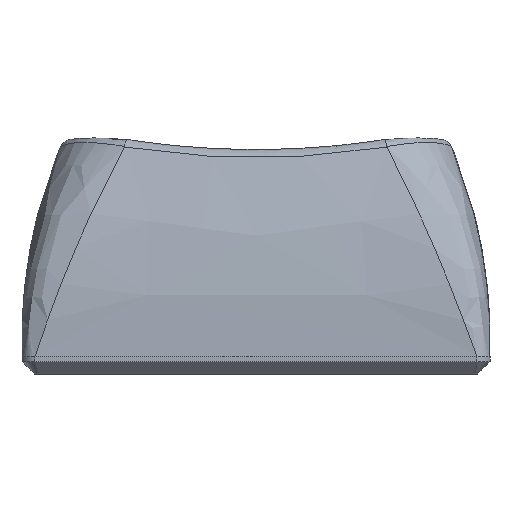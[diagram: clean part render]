
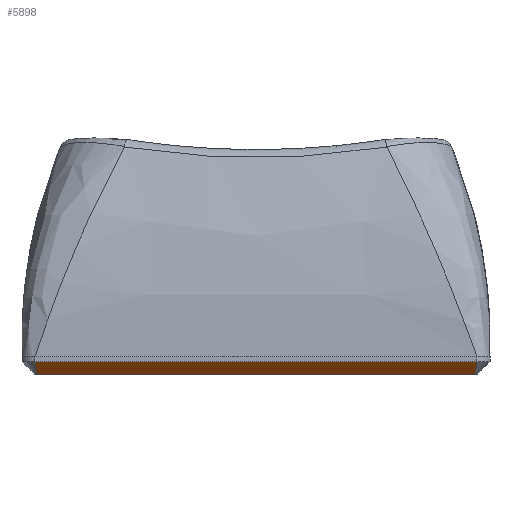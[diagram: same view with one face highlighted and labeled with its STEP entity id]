
A CAD part, front view. The second image highlights one B-rep face of the part: STEP entity #5898.
In plain terms, the highlighted planar face has unit normal (0, -0.707, -0.707).
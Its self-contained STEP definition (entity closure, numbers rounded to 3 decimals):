
#720 = PLANE('',#721);
#721 = AXIS2_PLACEMENT_3D('',#722,#723,#724);
#722 = CARTESIAN_POINT('',(-8.5,-9.,0.672));
#723 = DIRECTION('',(0.,-1.,0.));
#724 = DIRECTION('',(1.,0.,0.));
#1973 = VERTEX_POINT('',#1974);
#1974 = CARTESIAN_POINT('',(-8.5,-9.,0.48));
#2000 = EDGE_CURVE('',#1973,#2001,#2003,.T.);
#2001 = VERTEX_POINT('',#2002);
#2002 = CARTESIAN_POINT('',(8.5,-9.,0.48));
#2003 = SURFACE_CURVE('',#2004,(#2008,#2015),.PCURVE_S1.);
#2004 = LINE('',#2005,#2006);
#2005 = CARTESIAN_POINT('',(-8.5,-9.,0.48));
#2006 = VECTOR('',#2007,1.);
#2007 = DIRECTION('',(1.,0.,0.));
#2008 = PCURVE('',#720,#2009);
#2009 = DEFINITIONAL_REPRESENTATION('',(#2010),#2014);
#2010 = LINE('',#2011,#2012);
#2011 = CARTESIAN_POINT('',(0.,-0.192));
#2012 = VECTOR('',#2013,1.);
#2013 = DIRECTION('',(1.,0.));
#2014 = ( GEOMETRIC_REPRESENTATION_CONTEXT(2) 
PARAMETRIC_REPRESENTATION_CONTEXT() REPRESENTATION_CONTEXT('2D SPACE',''
  ) );
#2015 = PCURVE('',#2016,#2021);
#2016 = PLANE('',#2017);
#2017 = AXIS2_PLACEMENT_3D('',#2018,#2019,#2020);
#2018 = CARTESIAN_POINT('',(-8.5,-8.76,0.24));
#2019 = DIRECTION('',(0.,0.707,0.707)
  );
#2020 = DIRECTION('',(1.,0.,0.));
#2021 = DEFINITIONAL_REPRESENTATION('',(#2022),#2026);
#2022 = LINE('',#2023,#2024);
#2023 = CARTESIAN_POINT('',(0.,-0.339));
#2024 = VECTOR('',#2025,1.);
#2025 = DIRECTION('',(1.,0.));
#2026 = ( GEOMETRIC_REPRESENTATION_CONTEXT(2) 
PARAMETRIC_REPRESENTATION_CONTEXT() REPRESENTATION_CONTEXT('2D SPACE',''
  ) );
#3188 = CONICAL_SURFACE('',#3189,0.7,0.785);
#3189 = AXIS2_PLACEMENT_3D('',#3190,#3191,#3192);
#3190 = CARTESIAN_POINT('',(8.323,-8.323,0.48));
#3191 = DIRECTION('',(-0.,-0.,1.));
#3192 = DIRECTION('',(0.967,-0.253,0.));
#5898 = ADVANCED_FACE('',(#5899),#2016,.F.);
#5899 = FACE_BOUND('',#5900,.F.);
#5900 = EDGE_LOOP('',(#5901,#5936,#5937,#5967));
#5901 = ORIENTED_EDGE('',*,*,#5902,.F.);
#5902 = EDGE_CURVE('',#1973,#5903,#5905,.T.);
#5903 = VERTEX_POINT('',#5904);
#5904 = CARTESIAN_POINT('',(-8.42,-8.52,0.));
#5905 = SURFACE_CURVE('',#5906,(#5911,#5918),.PCURVE_S1.);
#5906 = PARABOLA('',#5907,0.008);
#5907 = AXIS2_PLACEMENT_3D('',#5908,#5909,#5910);
#5908 = CARTESIAN_POINT('',(-8.323,-8.311,
    -0.209));
#5909 = DIRECTION('',(0.,0.707,0.707)
  );
#5910 = DIRECTION('',(0.,-0.707,0.707)
  );
#5911 = PCURVE('',#2016,#5912);
#5912 = DEFINITIONAL_REPRESENTATION('',(#5913),#5917);
#5913 = B_SPLINE_CURVE_WITH_KNOTS('',2,(#5914,#5915,#5916),
  .UNSPECIFIED.,.F.,.F.,(3,3),(-0.177,-0.098),
  .PIECEWISE_BEZIER_KNOTS.);
#5914 = CARTESIAN_POINT('',(0.,-0.339));
#5915 = CARTESIAN_POINT('',(0.04,0.098));
#5916 = CARTESIAN_POINT('',(0.08,0.339));
#5917 = ( GEOMETRIC_REPRESENTATION_CONTEXT(2) 
PARAMETRIC_REPRESENTATION_CONTEXT() REPRESENTATION_CONTEXT('2D SPACE',''
  ) );
#5918 = PCURVE('',#5919,#5924);
#5919 = CONICAL_SURFACE('',#5920,0.7,0.785);
#5920 = AXIS2_PLACEMENT_3D('',#5921,#5922,#5923);
#5921 = CARTESIAN_POINT('',(-8.323,-8.323,0.48));
#5922 = DIRECTION('',(-0.,-0.,1.));
#5923 = DIRECTION('',(-0.253,-0.967,-0.));
#5924 = DEFINITIONAL_REPRESENTATION('',(#5925),#5935);
#5925 = B_SPLINE_CURVE_WITH_KNOTS('',8,(#5926,#5927,#5928,#5929,#5930,
    #5931,#5932,#5933,#5934),.UNSPECIFIED.,.F.,.F.,(9,9),(
    -0.177,-0.098),.PIECEWISE_BEZIER_KNOTS.);
#5926 = CARTESIAN_POINT('',(0.,0.));
#5927 = CARTESIAN_POINT('',(-0.014,-0.077));
#5928 = CARTESIAN_POINT('',(-0.03,-0.15));
#5929 = CARTESIAN_POINT('',(-0.048,-0.217));
#5930 = CARTESIAN_POINT('',(-0.069,-0.28));
#5931 = CARTESIAN_POINT('',(-0.094,-0.337));
#5932 = CARTESIAN_POINT('',(-0.123,-0.39));
#5933 = CARTESIAN_POINT('',(-0.158,-0.437));
#5934 = CARTESIAN_POINT('',(-0.203,-0.48));
#5935 = ( GEOMETRIC_REPRESENTATION_CONTEXT(2) 
PARAMETRIC_REPRESENTATION_CONTEXT() REPRESENTATION_CONTEXT('2D SPACE',''
  ) );
#5936 = ORIENTED_EDGE('',*,*,#2000,.T.);
#5937 = ORIENTED_EDGE('',*,*,#5938,.T.);
#5938 = EDGE_CURVE('',#2001,#5939,#5941,.T.);
#5939 = VERTEX_POINT('',#5940);
#5940 = CARTESIAN_POINT('',(8.42,-8.52,0.));
#5941 = SURFACE_CURVE('',#5942,(#5947,#5954),.PCURVE_S1.);
#5942 = PARABOLA('',#5943,0.008);
#5943 = AXIS2_PLACEMENT_3D('',#5944,#5945,#5946);
#5944 = CARTESIAN_POINT('',(8.323,-8.311,
    -0.209));
#5945 = DIRECTION('',(0.,-0.707,-0.707
    ));
#5946 = DIRECTION('',(0.,-0.707,0.707)
  );
#5947 = PCURVE('',#2016,#5948);
#5948 = DEFINITIONAL_REPRESENTATION('',(#5949),#5953);
#5949 = B_SPLINE_CURVE_WITH_KNOTS('',2,(#5950,#5951,#5952),
  .UNSPECIFIED.,.F.,.F.,(3,3),(-0.177,-0.098),
  .PIECEWISE_BEZIER_KNOTS.);
#5950 = CARTESIAN_POINT('',(17.,-0.339));
#5951 = CARTESIAN_POINT('',(16.96,0.098));
#5952 = CARTESIAN_POINT('',(16.92,0.339));
#5953 = ( GEOMETRIC_REPRESENTATION_CONTEXT(2) 
PARAMETRIC_REPRESENTATION_CONTEXT() REPRESENTATION_CONTEXT('2D SPACE',''
  ) );
#5954 = PCURVE('',#3188,#5955);
#5955 = DEFINITIONAL_REPRESENTATION('',(#5956),#5966);
#5956 = B_SPLINE_CURVE_WITH_KNOTS('',8,(#5957,#5958,#5959,#5960,#5961,
    #5962,#5963,#5964,#5965),.UNSPECIFIED.,.F.,.F.,(9,9),(
    -0.177,-0.098),.PIECEWISE_BEZIER_KNOTS.);
#5957 = CARTESIAN_POINT('',(-1.059,0.));
#5958 = CARTESIAN_POINT('',(-1.045,-0.077));
#5959 = CARTESIAN_POINT('',(-1.029,-0.15));
#5960 = CARTESIAN_POINT('',(-1.01,-0.217));
#5961 = CARTESIAN_POINT('',(-0.99,-0.28));
#5962 = CARTESIAN_POINT('',(-0.965,-0.337));
#5963 = CARTESIAN_POINT('',(-0.936,-0.39));
#5964 = CARTESIAN_POINT('',(-0.901,-0.437));
#5965 = CARTESIAN_POINT('',(-0.856,-0.48));
#5966 = ( GEOMETRIC_REPRESENTATION_CONTEXT(2) 
PARAMETRIC_REPRESENTATION_CONTEXT() REPRESENTATION_CONTEXT('2D SPACE',''
  ) );
#5967 = ORIENTED_EDGE('',*,*,#5968,.F.);
#5968 = EDGE_CURVE('',#5903,#5939,#5969,.T.);
#5969 = SURFACE_CURVE('',#5970,(#5974,#5981),.PCURVE_S1.);
#5970 = LINE('',#5971,#5972);
#5971 = CARTESIAN_POINT('',(-8.5,-8.52,0.));
#5972 = VECTOR('',#5973,1.);
#5973 = DIRECTION('',(1.,0.,0.));
#5974 = PCURVE('',#2016,#5975);
#5975 = DEFINITIONAL_REPRESENTATION('',(#5976),#5980);
#5976 = LINE('',#5977,#5978);
#5977 = CARTESIAN_POINT('',(0.,0.339));
#5978 = VECTOR('',#5979,1.);
#5979 = DIRECTION('',(1.,0.));
#5980 = ( GEOMETRIC_REPRESENTATION_CONTEXT(2) 
PARAMETRIC_REPRESENTATION_CONTEXT() REPRESENTATION_CONTEXT('2D SPACE',''
  ) );
#5981 = PCURVE('',#5982,#5987);
#5982 = PLANE('',#5983);
#5983 = AXIS2_PLACEMENT_3D('',#5984,#5985,#5986);
#5984 = CARTESIAN_POINT('',(8.5,9.,0.));
#5985 = DIRECTION('',(0.,0.,-1.));
#5986 = DIRECTION('',(-1.,0.,0.));
#5987 = DEFINITIONAL_REPRESENTATION('',(#5988),#5992);
#5988 = LINE('',#5989,#5990);
#5989 = CARTESIAN_POINT('',(17.,-17.52));
#5990 = VECTOR('',#5991,1.);
#5991 = DIRECTION('',(-1.,0.));
#5992 = ( GEOMETRIC_REPRESENTATION_CONTEXT(2) 
PARAMETRIC_REPRESENTATION_CONTEXT() REPRESENTATION_CONTEXT('2D SPACE',''
  ) );
